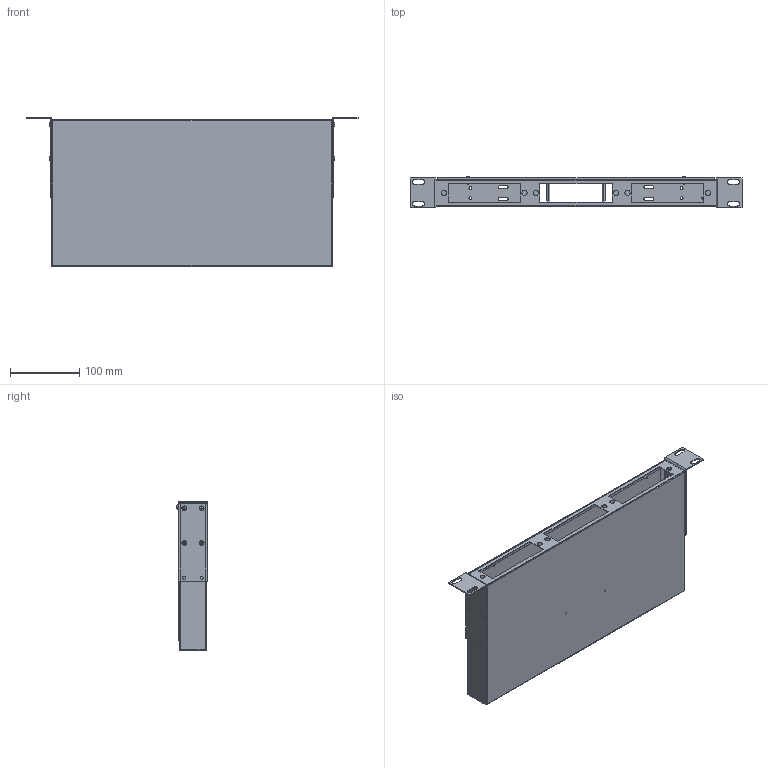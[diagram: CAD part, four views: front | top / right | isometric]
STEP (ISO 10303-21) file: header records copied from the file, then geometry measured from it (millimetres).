
FILE_DESCRIPTION (( 'STEP AP203' ), '1' );
FILE_NAME ('FOBX24-1U-000 ITK 1U Îïòè÷åñêèé ðàñïðåäåëèòåëüíûé êðîññ äî 24 ïîðòîâ (áåç ïëàíîê, ïîä 8ï-3øò).STEP', '2017-09-12T12:53:30', ( '' ), ( '' ), 'SwSTEP 2.0', 'SolidWorks 2014', '' );
FILE_SCHEMA (( 'CONFIG_CONTROL_DESIGN' ));
Length unit declared in the file: millimetre
Products named in the file (2): FOBX24-1U-000 ITK 1U Îïòè÷åñêèé ðàñïðåäåëèòåëüíûé êðîññ äî 24 ïîðòîâ (áåç ïëàíîê, ïîä 8ï-3øò)
Bounding box: 480 x 45.7 x 215 mm (x, y, z)
Volume: 278050.2 mm3; surface area: 465153 mm2
Topology: 16 solids, 16 shells, 486 faces, 1298 edges, 856 vertices
Faces by surface type: plane 240, cylinder 206, cone 20, sphere 20
Entity records: 15785 total; most frequent: CARTESIAN_POINT 2866, DIRECTION 2784, ORIENTED_EDGE 2596, EDGE_CURVE 1298, AXIS2_PLACEMENT_3D 1046, VERTEX_POINT 856, LINE 692, VECTOR 692
